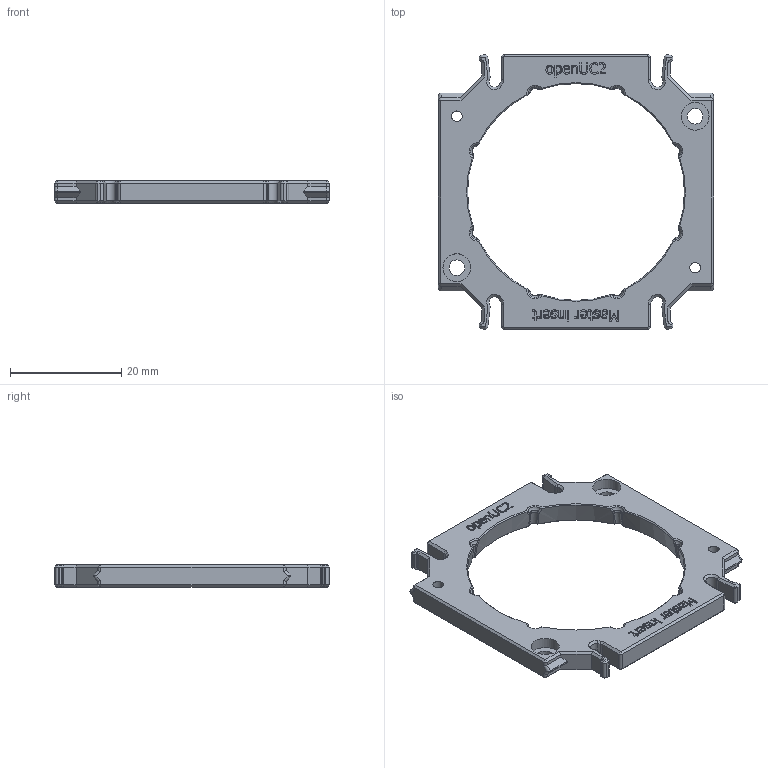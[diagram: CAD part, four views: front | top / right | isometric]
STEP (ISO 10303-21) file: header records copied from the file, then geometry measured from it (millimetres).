
FILE_DESCRIPTION(/* description */ ('Master lock'),/* implementation_level */ '2;1');
FILE_NAME(/* name */ 'PRT - 2123 - MASLCK - V04 - B.stp',/* time_stamp */ '2026-03-14T08:11:50+01:00',/* author */ ('benir'),/* organization */ (''),/* preprocessor_version */ 'ST-DEVELOPER v20',/* originating_system */ 'Autodesk Inventor 2025',/* authorisation */ '');
FILE_SCHEMA (('AUTOMOTIVE_DESIGN { 1 0 10303 214 3 1 1 }'));
Length unit declared in the file: millimetre
Products named in the file (1): PRT - 2123 - MASLCK - V04 - B
Bounding box: 49.4 x 49.4 x 4 mm (x, y, z)
Volume: 3642.1 mm3; surface area: 3338.2 mm2
Topology: 1 solids, 1 shells, 803 faces, 2053 edges, 1280 vertices
Faces by surface type: bspline 320, plane 295, cone 106, cylinder 66, sphere 8, torus 8
Full cylindrical faces by diameter (mm): 1.9 x2, 2.8 x2, 5 x2
Entity records: 27884 total; most frequent: CARTESIAN_POINT 10505, ORIENTED_EDGE 4106, DIRECTION 2655, EDGE_CURVE 2053, VERTEX_POINT 1280, LINE 1139, VECTOR 1139, EDGE_LOOP 841
